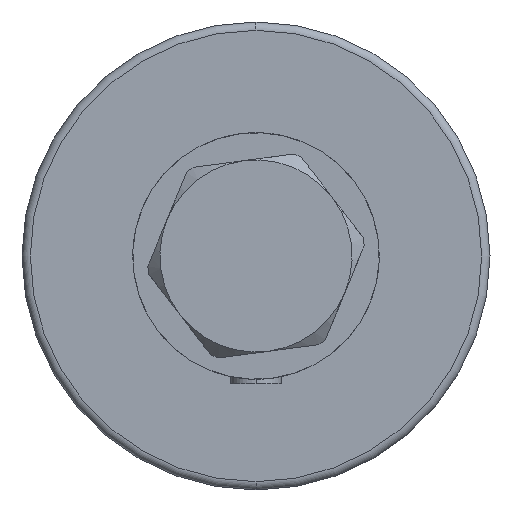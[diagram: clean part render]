
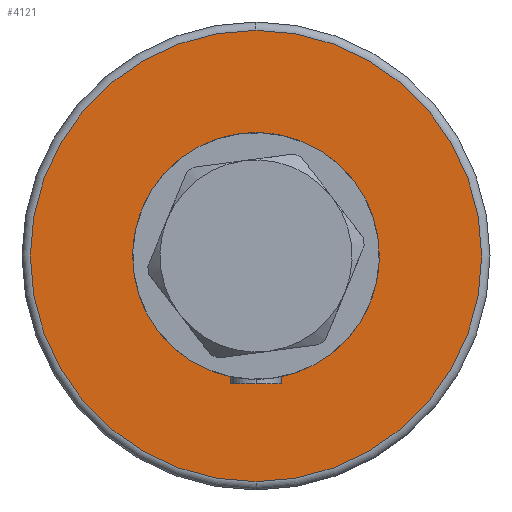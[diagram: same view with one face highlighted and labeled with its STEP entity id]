
A CAD part, left-side view. The second image highlights one B-rep face of the part: STEP entity #4121.
In plain terms, the highlighted face is planar.
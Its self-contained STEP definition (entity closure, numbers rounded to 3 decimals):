
#93 = CARTESIAN_POINT ( 'NONE',  ( -24., 0., 0. ) ) ;
#143 = EDGE_CURVE ( 'NONE', #201, #529, #4756, .T. ) ;
#179 = ORIENTED_EDGE ( 'NONE', *, *, #4586, .T. ) ;
#201 = VERTEX_POINT ( 'NONE', #93 ) ;
#529 = VERTEX_POINT ( 'NONE', #2747 ) ;
#535 = CIRCLE ( 'NONE', #3416, 54. ) ;
#618 = CIRCLE ( 'NONE', #2796, 54. ) ;
#718 = VERTEX_POINT ( 'NONE', #1231 ) ;
#747 = CARTESIAN_POINT ( 'NONE',  ( 0., 0., 0. ) ) ;
#935 = EDGE_LOOP ( 'NONE', ( #1668, #3756 ) ) ;
#1068 = FACE_BOUND ( 'NONE', #935, .T. ) ;
#1231 = CARTESIAN_POINT ( 'NONE',  ( -54., 0., 0. ) ) ;
#1385 = DIRECTION ( 'NONE',  ( 0., 0., 1. ) ) ;
#1436 = DIRECTION ( 'NONE',  ( 1., 0., 0. ) ) ;
#1615 = AXIS2_PLACEMENT_3D ( 'NONE', #3279, #1385, #2509 ) ;
#1668 = ORIENTED_EDGE ( 'NONE', *, *, #3886, .T. ) ;
#2263 = PLANE ( 'NONE',  #3998 ) ;
#2353 = AXIS2_PLACEMENT_3D ( 'NONE', #2801, #4360, #3001 ) ;
#2374 = CARTESIAN_POINT ( 'NONE',  ( 54., 0., 0. ) ) ;
#2509 = DIRECTION ( 'NONE',  ( 1., 0., 0. ) ) ;
#2610 = FACE_OUTER_BOUND ( 'NONE', #3272, .T. ) ;
#2654 = CARTESIAN_POINT ( 'NONE',  ( 0., 0., 0. ) ) ;
#2747 = CARTESIAN_POINT ( 'NONE',  ( 24., 0., 0. ) ) ;
#2796 = AXIS2_PLACEMENT_3D ( 'NONE', #4536, #3751, #1436 ) ;
#2801 = CARTESIAN_POINT ( 'NONE',  ( 0., 0., 0. ) ) ;
#3001 = DIRECTION ( 'NONE',  ( 1., 0., 0. ) ) ;
#3104 = ORIENTED_EDGE ( 'NONE', *, *, #3693, .T. ) ;
#3184 = CIRCLE ( 'NONE', #1615, 24. ) ;
#3272 = EDGE_LOOP ( 'NONE', ( #179, #3104 ) ) ;
#3279 = CARTESIAN_POINT ( 'NONE',  ( 0., 0., 0. ) ) ;
#3416 = AXIS2_PLACEMENT_3D ( 'NONE', #747, #3983, #3878 ) ;
#3693 = EDGE_CURVE ( 'NONE', #718, #5171, #535, .T. ) ;
#3751 = DIRECTION ( 'NONE',  ( 0., 0., -1. ) ) ;
#3756 = ORIENTED_EDGE ( 'NONE', *, *, #143, .T. ) ;
#3878 = DIRECTION ( 'NONE',  ( 1., 0., 0. ) ) ;
#3886 = EDGE_CURVE ( 'NONE', #529, #201, #3184, .T. ) ;
#3983 = DIRECTION ( 'NONE',  ( 0., 0., -1. ) ) ;
#3998 = AXIS2_PLACEMENT_3D ( 'NONE', #2654, #4648, #5082 ) ;
#4121 = ADVANCED_FACE ( 'NONE', ( #2610, #1068 ), #2263, .F. ) ;
#4360 = DIRECTION ( 'NONE',  ( 0., 0., 1. ) ) ;
#4536 = CARTESIAN_POINT ( 'NONE',  ( 0., 0., 0. ) ) ;
#4586 = EDGE_CURVE ( 'NONE', #5171, #718, #618, .T. ) ;
#4648 = DIRECTION ( 'NONE',  ( 0., 0., 1. ) ) ;
#4756 = CIRCLE ( 'NONE', #2353, 24. ) ;
#5082 = DIRECTION ( 'NONE',  ( 1., 0., 0. ) ) ;
#5171 = VERTEX_POINT ( 'NONE', #2374 ) ;
